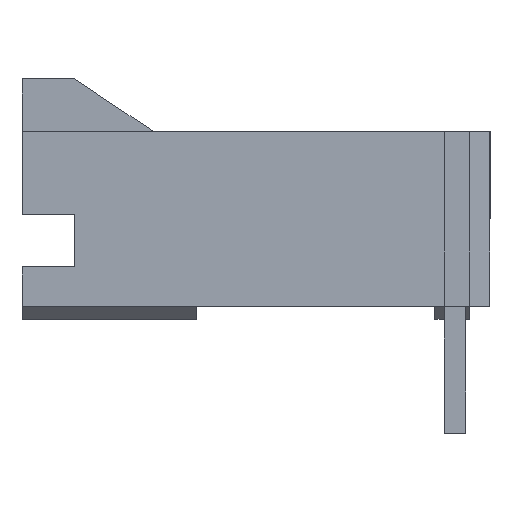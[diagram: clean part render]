
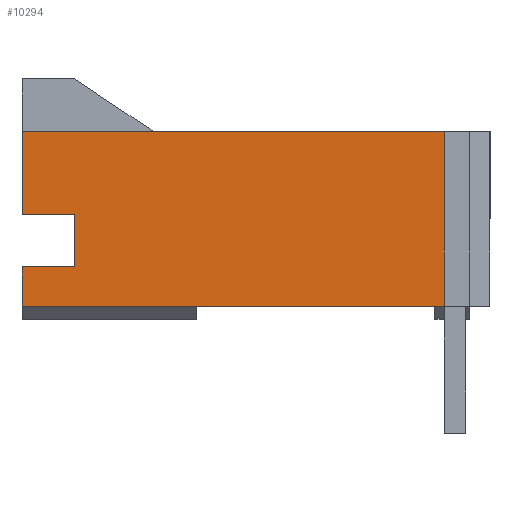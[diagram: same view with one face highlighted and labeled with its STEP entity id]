
A CAD part, left-side view. The second image highlights one B-rep face of the part: STEP entity #10294.
In plain terms, the highlighted planar face has unit normal (-1, 0, 0).
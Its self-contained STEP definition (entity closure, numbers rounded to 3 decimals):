
#4375=CARTESIAN_POINT('',(-19.05,12.573,5.461));
#4376=VERTEX_POINT('',#4375);
#4385=CARTESIAN_POINT('',(-19.05,0.318,5.461));
#4386=VERTEX_POINT('',#4385);
#4387=CARTESIAN_POINT('',(-19.05,12.573,5.461));
#4388=DIRECTION('',(0.0,-1.0,0.0));
#4389=VECTOR('',#4388,12.256);
#4390=LINE('',#4387,#4389);
#4391=EDGE_CURVE('',#4376,#4386,#4390,.T.);
#5455=CARTESIAN_POINT('',(-19.05,12.573,0.381));
#5456=VERTEX_POINT('',#5455);
#5463=CARTESIAN_POINT('',(-19.05,12.573,1.524));
#5464=VERTEX_POINT('',#5463);
#5465=CARTESIAN_POINT('',(-19.05,12.573,0.381));
#5466=DIRECTION('',(0.0,0.0,1.0));
#5467=VECTOR('',#5466,1.143);
#5468=LINE('',#5465,#5467);
#5469=EDGE_CURVE('',#5456,#5464,#5468,.T.);
#5543=CARTESIAN_POINT('',(-19.05,12.573,3.048));
#5544=VERTEX_POINT('',#5543);
#5551=CARTESIAN_POINT('',(-19.05,12.573,3.048));
#5552=DIRECTION('',(0.0,0.0,1.0));
#5553=VECTOR('',#5552,2.413);
#5554=LINE('',#5551,#5553);
#5555=EDGE_CURVE('',#5544,#4376,#5554,.T.);
#6325=CARTESIAN_POINT('',(-19.05,0.318,0.381));
#6326=VERTEX_POINT('',#6325);
#6333=CARTESIAN_POINT('',(-19.05,12.573,0.381));
#6334=DIRECTION('',(0.0,-1.0,0.0));
#6335=VECTOR('',#6334,12.256);
#6336=LINE('',#6333,#6335);
#6337=EDGE_CURVE('',#5456,#6326,#6336,.T.);
#8711=CARTESIAN_POINT('',(-19.05,11.049,1.524));
#8712=VERTEX_POINT('',#8711);
#8713=CARTESIAN_POINT('',(-19.05,12.573,1.524));
#8714=DIRECTION('',(0.0,-1.0,0.0));
#8715=VECTOR('',#8714,1.524);
#8716=LINE('',#8713,#8715);
#8717=EDGE_CURVE('',#5464,#8712,#8716,.T.);
#10257=CARTESIAN_POINT('',(-19.05,0.318,0.381));
#10258=DIRECTION('',(0.0,0.0,1.0));
#10259=VECTOR('',#10258,5.08);
#10260=LINE('',#10257,#10259);
#10261=EDGE_CURVE('',#6326,#4386,#10260,.T.);
#10267=CARTESIAN_POINT('',(-19.05,-0.295,0.127));
#10268=DIRECTION('',(-1.0,0.0,0.0));
#10269=DIRECTION('',(0.0,-1.0,0.0));
#10270=AXIS2_PLACEMENT_3D('',#10267,#10268,#10269);
#10271=PLANE('',#10270);
#10272=ORIENTED_EDGE('',*,*,#5469,.F.);
#10273=ORIENTED_EDGE('',*,*,#6337,.T.);
#10274=ORIENTED_EDGE('',*,*,#10261,.T.);
#10275=ORIENTED_EDGE('',*,*,#4391,.F.);
#10276=ORIENTED_EDGE('',*,*,#5555,.F.);
#10277=CARTESIAN_POINT('',(-19.05,11.049,3.048));
#10278=VERTEX_POINT('',#10277);
#10279=CARTESIAN_POINT('',(-19.05,12.573,3.048));
#10280=DIRECTION('',(0.0,-1.0,0.0));
#10281=VECTOR('',#10280,1.524);
#10282=LINE('',#10279,#10281);
#10283=EDGE_CURVE('',#5544,#10278,#10282,.T.);
#10284=ORIENTED_EDGE('',*,*,#10283,.T.);
#10285=CARTESIAN_POINT('',(-19.05,11.049,1.524));
#10286=DIRECTION('',(0.0,0.0,1.0));
#10287=VECTOR('',#10286,1.524);
#10288=LINE('',#10285,#10287);
#10289=EDGE_CURVE('',#8712,#10278,#10288,.T.);
#10290=ORIENTED_EDGE('',*,*,#10289,.F.);
#10291=ORIENTED_EDGE('',*,*,#8717,.F.);
#10292=EDGE_LOOP('',(#10272,#10273,#10274,#10275,#10276,#10284,#10290,#10291));
#10293=FACE_OUTER_BOUND('',#10292,.T.);
#10294=ADVANCED_FACE('',(#10293),#10271,.T.);
